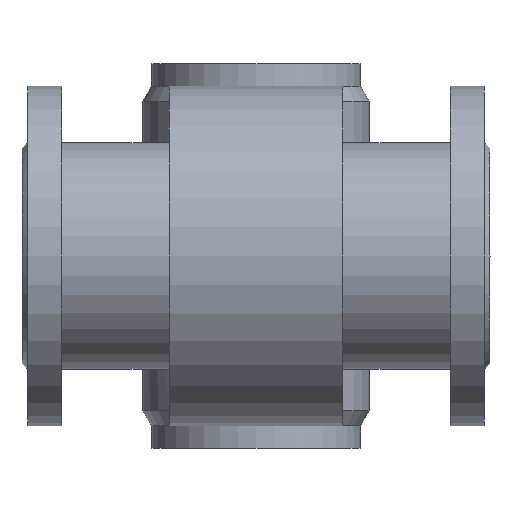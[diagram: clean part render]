
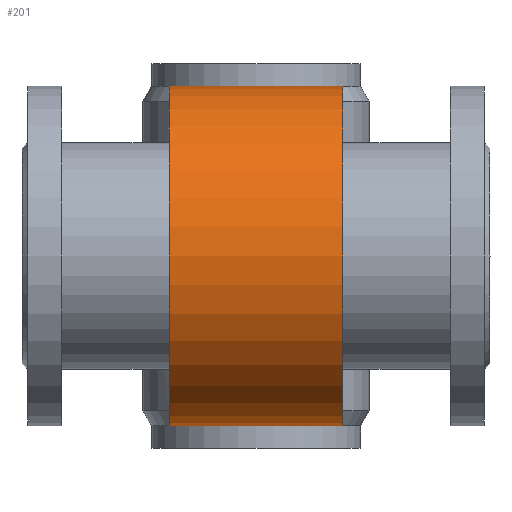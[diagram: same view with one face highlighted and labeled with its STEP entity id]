
A CAD part, front view. The second image highlights one B-rep face of the part: STEP entity #201.
In plain terms, the highlighted cylindrical face has radius 90 mm (diameter 180 mm), a full revolution.
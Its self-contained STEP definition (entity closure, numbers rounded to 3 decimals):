
#158=CYLINDRICAL_SURFACE('',#964,90.);
#169=B_SPLINE_CURVE_WITH_KNOTS('',3,(#1398,#1399,#1400,#1401,#1402,#1403,
#1404,#1405,#1406,#1407,#1408,#1409,#1410,#1411,#1412,#1413,#1414,#1415,
#1416,#1417,#1418,#1419,#1420,#1421,#1422,#1423,#1424,#1425,#1426,#1427,
#1428,#1429,#1430,#1431),.UNSPECIFIED.,.T.,.F.,(2,2,2,2,2,2,2,2,2,2,2,2,
2,2,2,2,2,2,2),(-0.063,0.,0.063,0.125,0.188,0.25,0.313,0.375,0.438,
0.5,0.563,0.625,0.688,0.75,0.813,0.875,0.938,1.,1.063),
 .UNSPECIFIED.);
#201=ADVANCED_FACE('',(#295,#296,#297),#158,.T.);
#295=FACE_BOUND('',#425,.T.);
#296=FACE_BOUND('',#426,.T.);
#297=FACE_BOUND('',#427,.T.);
#425=EDGE_LOOP('',(#566));
#426=EDGE_LOOP('',(#567));
#427=EDGE_LOOP('',(#568));
#566=ORIENTED_EDGE('',*,*,#792,.T.);
#567=ORIENTED_EDGE('',*,*,#793,.F.);
#568=ORIENTED_EDGE('',*,*,#749,.T.);
#675=VERTEX_POINT('',#1432);
#718=VERTEX_POINT('',#1540);
#719=VERTEX_POINT('',#1542);
#749=EDGE_CURVE('',#675,#675,#169,.T.);
#792=EDGE_CURVE('',#718,#718,#864,.T.);
#793=EDGE_CURVE('',#719,#719,#865,.T.);
#864=CIRCLE('',#962,90.);
#865=CIRCLE('',#963,90.);
#962=AXIS2_PLACEMENT_3D('',#1539,#1173,#1174);
#963=AXIS2_PLACEMENT_3D('',#1541,#1175,#1176);
#964=AXIS2_PLACEMENT_3D('',#1543,#1177,#1178);
#1173=DIRECTION('',(-1.,0.,0.));
#1174=DIRECTION('',(0.,-1.,0.));
#1175=DIRECTION('',(-1.,0.,0.));
#1176=DIRECTION('',(0.,-1.,0.));
#1177=DIRECTION('',(-1.,0.,0.));
#1178=DIRECTION('',(0.,1.,0.));
#1398=CARTESIAN_POINT('',(3.657,85.696,27.5));
#1399=CARTESIAN_POINT('',(-3.657,85.696,27.5));
#1400=CARTESIAN_POINT('',(-7.243,85.938,26.772));
#1401=CARTESIAN_POINT('',(-13.892,86.752,24.005));
#1402=CARTESIAN_POINT('',(-16.928,87.317,21.964));
#1403=CARTESIAN_POINT('',(-21.967,88.432,16.923));
#1404=CARTESIAN_POINT('',(-24.012,88.987,13.873));
#1405=CARTESIAN_POINT('',(-26.764,89.768,7.263));
#1406=CARTESIAN_POINT('',(-27.498,89.999,3.63));
#1407=CARTESIAN_POINT('',(-27.502,90.001,-3.594));
#1408=CARTESIAN_POINT('',(-26.785,89.774,-7.207));
#1409=CARTESIAN_POINT('',(-24.006,88.985,-13.895));
#1410=CARTESIAN_POINT('',(-21.979,88.435,-16.913));
#1411=CARTESIAN_POINT('',(-16.904,87.312,-21.986));
#1412=CARTESIAN_POINT('',(-13.873,86.749,-24.014));
#1413=CARTESIAN_POINT('',(-7.248,85.939,-26.769));
#1414=CARTESIAN_POINT('',(-3.615,85.696,-27.498));
#1415=CARTESIAN_POINT('',(3.591,85.695,-27.502));
#1416=CARTESIAN_POINT('',(7.23,85.937,-26.774));
#1417=CARTESIAN_POINT('',(13.861,86.747,-24.021));
#1418=CARTESIAN_POINT('',(16.895,87.31,-21.993));
#1419=CARTESIAN_POINT('',(21.974,88.433,-16.92));
#1420=CARTESIAN_POINT('',(23.992,88.981,-13.921));
#1421=CARTESIAN_POINT('',(26.783,89.773,-7.219));
#1422=CARTESIAN_POINT('',(27.499,90.,-3.632));
#1423=CARTESIAN_POINT('',(27.501,90.,3.618));
#1424=CARTESIAN_POINT('',(26.771,89.77,7.242));
#1425=CARTESIAN_POINT('',(24.016,88.987,13.869));
#1426=CARTESIAN_POINT('',(21.971,88.433,16.918));
#1427=CARTESIAN_POINT('',(16.93,87.318,21.962));
#1428=CARTESIAN_POINT('',(13.894,86.752,24.002));
#1429=CARTESIAN_POINT('',(7.261,85.94,26.767));
#1430=CARTESIAN_POINT('',(3.657,85.696,27.5));
#1431=CARTESIAN_POINT('',(-3.657,85.696,27.5));
#1432=CARTESIAN_POINT('',(0.,85.696,27.5));
#1539=CARTESIAN_POINT('',(46.,0.,0.));
#1540=CARTESIAN_POINT('',(46.,-90.,0.));
#1541=CARTESIAN_POINT('',(-46.,0.,0.));
#1542=CARTESIAN_POINT('',(-46.,-90.,0.));
#1543=CARTESIAN_POINT('',(-100.,0.,0.));
